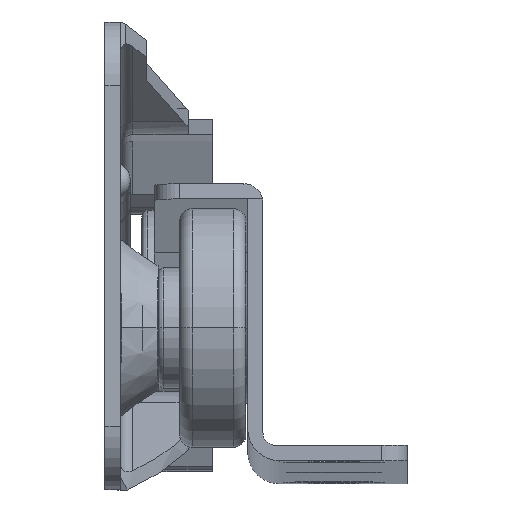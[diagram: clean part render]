
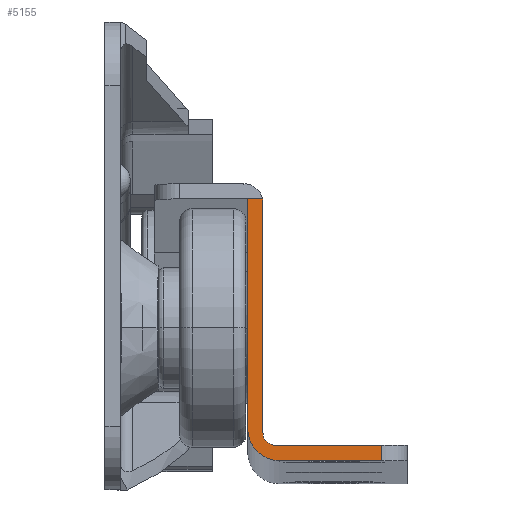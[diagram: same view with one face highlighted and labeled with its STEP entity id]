
A CAD part, top view. The second image highlights one B-rep face of the part: STEP entity #5155.
In plain terms, the highlighted planar face has unit normal (0, 0.003, 1).
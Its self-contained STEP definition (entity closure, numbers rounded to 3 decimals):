
#593 = CARTESIAN_POINT ( 'NONE',  ( -1.2, -1.2, 0. ) ) ;
#594 = CARTESIAN_POINT ( 'NONE',  ( 1.3, -1.2, 0. ) ) ;
#717 = DIRECTION ( 'NONE',  ( 0., -1., 0. ) ) ;
#728 = LINE ( 'NONE', #1578, #10678 ) ;
#798 = DIRECTION ( 'NONE',  ( 1., 0., 0. ) ) ;
#862 = ORIENTED_EDGE ( 'NONE', *, *, #6074, .T. ) ;
#1127 = VECTOR ( 'NONE', #7728, 1000. ) ;
#1504 = VERTEX_POINT ( 'NONE', #9950 ) ;
#1572 = DIRECTION ( 'NONE',  ( 1., 0., 0. ) ) ;
#1578 = CARTESIAN_POINT ( 'NONE',  ( 0., 20.7, 0. ) ) ;
#1655 = CARTESIAN_POINT ( 'NONE',  ( 9.4, -1.2, 0. ) ) ;
#2287 = AXIS2_PLACEMENT_3D ( 'NONE', #3594, #3531, #8165 ) ;
#2498 = FACE_OUTER_BOUND ( 'NONE', #9866, .T. ) ;
#2520 = CARTESIAN_POINT ( 'NONE',  ( -0.03, 19.497, 0. ) ) ;
#2532 = CIRCLE ( 'NONE', #3305, 2.5 ) ;
#2550 = EDGE_CURVE ( 'NONE', #1504, #5357, #2532, .T. ) ;
#2589 = ORIENTED_EDGE ( 'NONE', *, *, #5141, .T. ) ;
#2682 = VERTEX_POINT ( 'NONE', #7740 ) ;
#2761 = CARTESIAN_POINT ( 'NONE',  ( 0., 19.197, 0. ) ) ;
#2809 = CARTESIAN_POINT ( 'NONE',  ( 1.3, 1.3, 0. ) ) ;
#2844 = ORIENTED_EDGE ( 'NONE', *, *, #2900, .T. ) ;
#2894 = EDGE_CURVE ( 'NONE', #5357, #8335, #11659, .T. ) ;
#2900 = EDGE_CURVE ( 'NONE', #8525, #10735, #6536, .T. ) ;
#2914 = LINE ( 'NONE', #10490, #1127 ) ;
#3206 = DIRECTION ( 'NONE',  ( 0., 0., -1. ) ) ;
#3218 = EDGE_CURVE ( 'NONE', #8335, #3688, #2914, .T. ) ;
#3305 = AXIS2_PLACEMENT_3D ( 'NONE', #2809, #12025, #798 ) ;
#3531 = DIRECTION ( 'NONE',  ( 0., 0., 1. ) ) ;
#3588 = CARTESIAN_POINT ( 'NONE',  ( 1., 0., 0. ) ) ;
#3594 = CARTESIAN_POINT ( 'NONE',  ( 0., 0., 0. ) ) ;
#3688 = VERTEX_POINT ( 'NONE', #7597 ) ;
#3875 = CARTESIAN_POINT ( 'NONE',  ( 11.4, 0., 0. ) ) ;
#4104 = CARTESIAN_POINT ( 'NONE',  ( 0., 19.497, 0. ) ) ;
#4154 = CARTESIAN_POINT ( 'NONE',  ( -0.01, 19.398, 0. ) ) ;
#4300 = ORIENTED_EDGE ( 'NONE', *, *, #8660, .F. ) ;
#4903 = DIRECTION ( 'NONE',  ( 1., 0., 0. ) ) ;
#5141 = EDGE_CURVE ( 'NONE', #6612, #1504, #11772, .T. ) ;
#5155 = ADVANCED_FACE ( 'NONE', ( #2498 ), #11897, .T. ) ;
#5357 = VERTEX_POINT ( 'NONE', #594 ) ;
#5591 = CIRCLE ( 'NONE', #6174, 1. ) ;
#5647 = LINE ( 'NONE', #3875, #9994 ) ;
#6074 = EDGE_CURVE ( 'NONE', #2682, #8525, #728, .T. ) ;
#6174 = AXIS2_PLACEMENT_3D ( 'NONE', #7000, #3206, #8772 ) ;
#6292 = DIRECTION ( 'NONE',  ( 0., 1., 0. ) ) ;
#6335 = EDGE_CURVE ( 'NONE', #6528, #2682, #5591, .T. ) ;
#6528 = VERTEX_POINT ( 'NONE', #3588 ) ;
#6536 =( BOUNDED_CURVE ( )  B_SPLINE_CURVE ( 3, ( #11837, #10634, #4154, #7021 ),
 .UNSPECIFIED., .F., .T. ) 
 B_SPLINE_CURVE_WITH_KNOTS ( ( 4, 4 ),
 ( 1.571, 1.772 ),
 .UNSPECIFIED. ) 
 CURVE ( )  GEOMETRIC_REPRESENTATION_ITEM ( )  RATIONAL_B_SPLINE_CURVE ( ( 1., 0.997, 0.997, 1. ) ) 
 REPRESENTATION_ITEM ( '' )  );
#6601 = VECTOR ( 'NONE', #1572, 1000. ) ;
#6612 = VERTEX_POINT ( 'NONE', #9674 ) ;
#7000 = CARTESIAN_POINT ( 'NONE',  ( 1., 1., 0. ) ) ;
#7021 = CARTESIAN_POINT ( 'NONE',  ( -0.03, 19.497, 0. ) ) ;
#7597 = CARTESIAN_POINT ( 'NONE',  ( 9.4, 0., 0. ) ) ;
#7624 = VECTOR ( 'NONE', #4903, 1000. ) ;
#7728 = DIRECTION ( 'NONE',  ( 0., 1., 0. ) ) ;
#7740 = CARTESIAN_POINT ( 'NONE',  ( 0., 1., 0. ) ) ;
#8165 = DIRECTION ( 'NONE',  ( 1., 0., 0. ) ) ;
#8335 = VERTEX_POINT ( 'NONE', #1655 ) ;
#8430 = ORIENTED_EDGE ( 'NONE', *, *, #10446, .T. ) ;
#8525 = VERTEX_POINT ( 'NONE', #2761 ) ;
#8660 = EDGE_CURVE ( 'NONE', #6612, #10735, #9584, .T. ) ;
#8772 = DIRECTION ( 'NONE',  ( 1., 0., 0. ) ) ;
#8960 = ORIENTED_EDGE ( 'NONE', *, *, #2894, .T. ) ;
#9253 = ORIENTED_EDGE ( 'NONE', *, *, #3218, .T. ) ;
#9279 = VECTOR ( 'NONE', #717, 1000. ) ;
#9353 = DIRECTION ( 'NONE',  ( -1., 0., 0. ) ) ;
#9584 = LINE ( 'NONE', #4104, #7624 ) ;
#9674 = CARTESIAN_POINT ( 'NONE',  ( -1.2, 19.497, 0. ) ) ;
#9866 = EDGE_LOOP ( 'NONE', ( #8960, #9253, #8430, #10307, #862, #2844, #4300, #2589, #10939 ) ) ;
#9885 = CARTESIAN_POINT ( 'NONE',  ( -1.2, -1.2, 0. ) ) ;
#9950 = CARTESIAN_POINT ( 'NONE',  ( -1.2, 1.3, 0. ) ) ;
#9994 = VECTOR ( 'NONE', #9353, 1000. ) ;
#10307 = ORIENTED_EDGE ( 'NONE', *, *, #6335, .T. ) ;
#10446 = EDGE_CURVE ( 'NONE', #3688, #6528, #5647, .T. ) ;
#10490 = CARTESIAN_POINT ( 'NONE',  ( 9.4, 0., 0. ) ) ;
#10634 = CARTESIAN_POINT ( 'NONE',  ( 0., 19.298, 0. ) ) ;
#10678 = VECTOR ( 'NONE', #6292, 1000. ) ;
#10735 = VERTEX_POINT ( 'NONE', #2520 ) ;
#10939 = ORIENTED_EDGE ( 'NONE', *, *, #2550, .T. ) ;
#11659 = LINE ( 'NONE', #9885, #6601 ) ;
#11772 = LINE ( 'NONE', #593, #9279 ) ;
#11837 = CARTESIAN_POINT ( 'NONE',  ( 0., 19.197, 0. ) ) ;
#11897 = PLANE ( 'NONE',  #2287 ) ;
#12025 = DIRECTION ( 'NONE',  ( 0., 0., 1. ) ) ;
